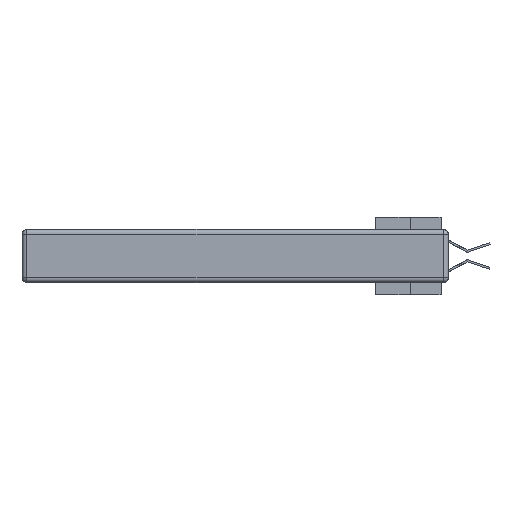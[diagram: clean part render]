
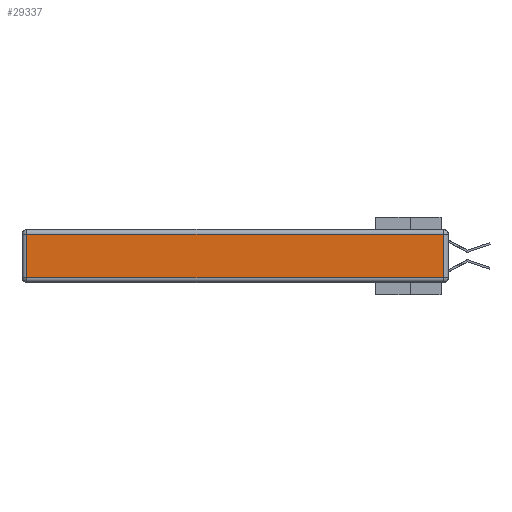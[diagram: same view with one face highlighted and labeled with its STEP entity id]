
A CAD part, left-side view. The second image highlights one B-rep face of the part: STEP entity #29337.
In plain terms, the highlighted planar face has unit normal (-1, 0, 0).
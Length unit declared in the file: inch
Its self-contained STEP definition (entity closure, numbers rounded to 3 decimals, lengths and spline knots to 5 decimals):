
#898 = VECTOR ( 'NONE', #13712, 39.37008 ) ;
#2365 = ORIENTED_EDGE ( 'NONE', *, *, #3242, .T. ) ;
#2658 = CARTESIAN_POINT ( 'NONE',  ( 0., 2.72, -0.03 ) ) ;
#2734 = CARTESIAN_POINT ( 'NONE',  ( 0., 0.03, -0.313 ) ) ;
#3242 = EDGE_CURVE ( 'NONE', #38078, #27448, #26929, .T. ) ;
#3909 = CARTESIAN_POINT ( 'NONE',  ( 0., 2.72, -0.343 ) ) ;
#5593 = VERTEX_POINT ( 'NONE', #12940 ) ;
#7691 = LINE ( 'NONE', #24104, #40295 ) ;
#8829 = VERTEX_POINT ( 'NONE', #2734 ) ;
#9800 = FACE_OUTER_BOUND ( 'NONE', #28621, .T. ) ;
#10421 = CARTESIAN_POINT ( 'NONE',  ( 0., 0., -0.343 ) ) ;
#10434 = ORIENTED_EDGE ( 'NONE', *, *, #27748, .T. ) ;
#12940 = CARTESIAN_POINT ( 'NONE',  ( 0., 0.03, -0.03 ) ) ;
#13712 = DIRECTION ( 'NONE',  ( 0., 0., -1. ) ) ;
#15746 = DIRECTION ( 'NONE',  ( 0., 0., 1. ) ) ;
#15811 = CARTESIAN_POINT ( 'NONE',  ( 0., 2.72, -0.313 ) ) ;
#20381 = LINE ( 'NONE', #39640, #34690 ) ;
#21094 = LINE ( 'NONE', #21709, #30795 ) ;
#21709 = CARTESIAN_POINT ( 'NONE',  ( 0., 0.03, -0.343 ) ) ;
#22629 = AXIS2_PLACEMENT_3D ( 'NONE', #10421, #29624, #26421 ) ;
#22791 = PLANE ( 'NONE',  #22629 ) ;
#23791 = DIRECTION ( 'NONE',  ( 0., 1., 0. ) ) ;
#23996 = ORIENTED_EDGE ( 'NONE', *, *, #34648, .T. ) ;
#24104 = CARTESIAN_POINT ( 'NONE',  ( 0., 0., -0.313 ) ) ;
#26421 = DIRECTION ( 'NONE',  ( 0., 0., 1. ) ) ;
#26929 = LINE ( 'NONE', #3909, #898 ) ;
#27448 = VERTEX_POINT ( 'NONE', #15811 ) ;
#27748 = EDGE_CURVE ( 'NONE', #27448, #8829, #7691, .T. ) ;
#28621 = EDGE_LOOP ( 'NONE', ( #10434, #23996, #39792, #2365 ) ) ;
#29337 = ADVANCED_FACE ( 'NONE', ( #9800 ), #22791, .T. ) ;
#29624 = DIRECTION ( 'NONE',  ( -1., 0., 0. ) ) ;
#30565 = EDGE_CURVE ( 'NONE', #5593, #38078, #20381, .T. ) ;
#30795 = VECTOR ( 'NONE', #15746, 39.37008 ) ;
#33517 = DIRECTION ( 'NONE',  ( 0., -1., 0. ) ) ;
#34648 = EDGE_CURVE ( 'NONE', #8829, #5593, #21094, .T. ) ;
#34690 = VECTOR ( 'NONE', #23791, 39.37008 ) ;
#38078 = VERTEX_POINT ( 'NONE', #2658 ) ;
#39640 = CARTESIAN_POINT ( 'NONE',  ( 0., 2.75, -0.03 ) ) ;
#39792 = ORIENTED_EDGE ( 'NONE', *, *, #30565, .T. ) ;
#40295 = VECTOR ( 'NONE', #33517, 39.37008 ) ;
